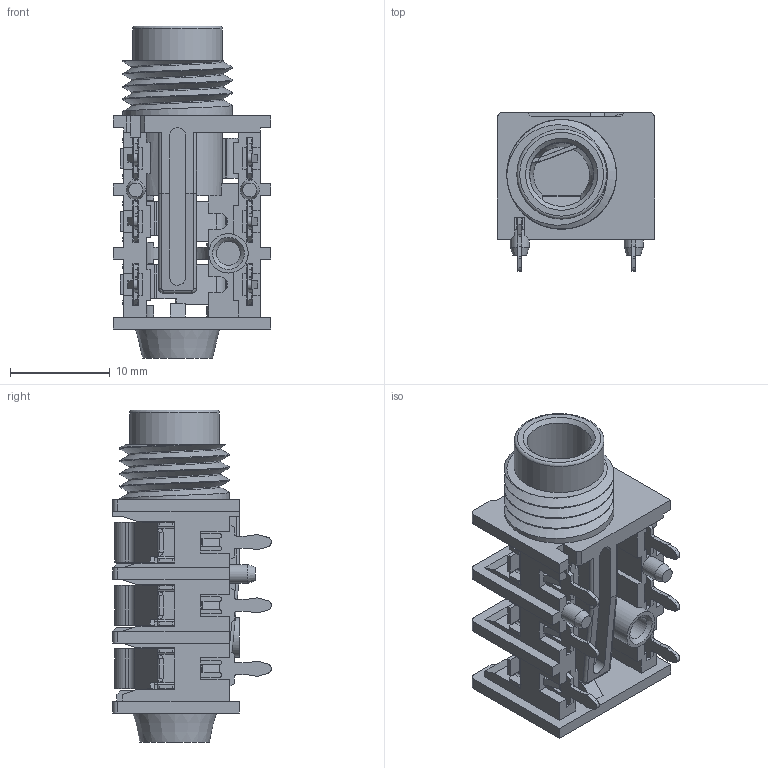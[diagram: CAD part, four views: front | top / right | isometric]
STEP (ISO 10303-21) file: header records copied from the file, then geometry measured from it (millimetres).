
FILE_DESCRIPTION((''),'2;1');
FILE_NAME('ACJS-HHOP.stp','2016-07-06T18:18:24',('minh'),(''),'Autodesk Inventor 2012','Autodesk Inventor 2012','');
FILE_SCHEMA(('AUTOMOTIVE_DESIGN { 1 0 10303 214 1 1 1 1 }'));
Length unit declared in the file: millimetre
Products named in the file (1): ACJS-HHOP
Bounding box: 15.75 x 15.9 x 33.3 mm (x, y, z)
Volume: 2050.9 mm3; surface area: 4384.9 mm2
Topology: 7 solids, 7 shells, 833 faces, 2313 edges, 1479 vertices
Faces by surface type: plane 634, cylinder 163, bspline 29, cone 6, torus 1
Full cylindrical faces by diameter (mm): 1.9 x2, 2.4 x1, 3.95 x1, 6.43 x1, 9 x1
Entity records: 30212 total; most frequent: CARTESIAN_POINT 8081, ORIENTED_EDGE 4582, DIRECTION 4216, EDGE_CURVE 2291, VECTOR 1876, LINE 1876, VERTEX_POINT 1473, AXIS2_PLACEMENT_3D 1170
